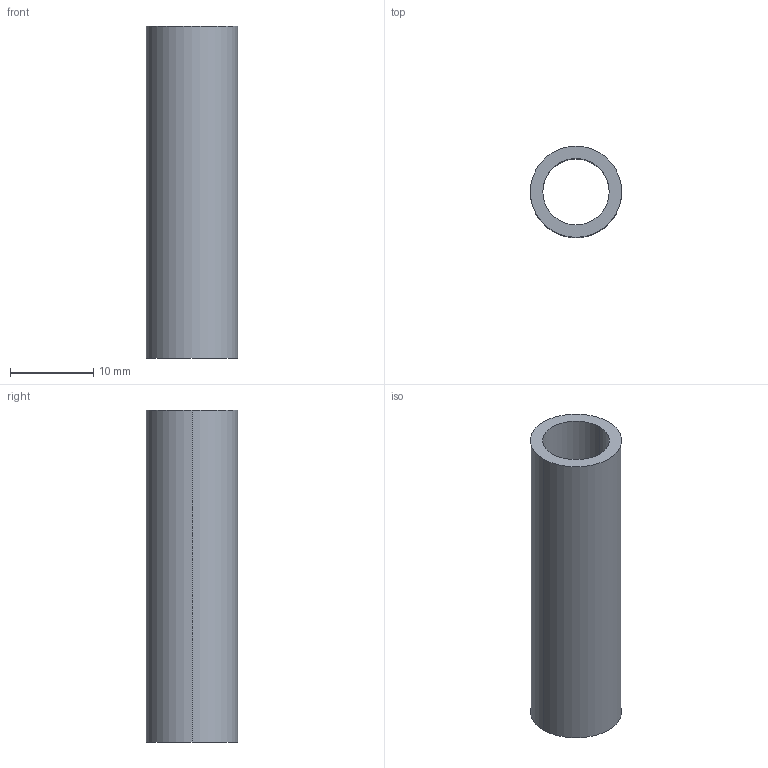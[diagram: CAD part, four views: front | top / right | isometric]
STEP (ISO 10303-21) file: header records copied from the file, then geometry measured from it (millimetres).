
FILE_DESCRIPTION((''),'2;1');
FILE_NAME('TUBE','2025-04-16T12:23:13',('Constantin Schempp'),(''),'CREO PARAMETRIC BY PTC INC, 2024063','CREO PARAMETRIC BY PTC INC, 2024063','');
FILE_SCHEMA(('CONFIG_CONTROL_DESIGN'));
Length unit declared in the file: millimetre
Products named in the file (1): TUBE
Bounding box: 11 x 11 x 40 mm (x, y, z)
Volume: 1790.7 mm3; surface area: 2477.1 mm2
Topology: 1 solids, 1 shells, 6 faces, 19 edges, 18 vertices
Faces by surface type: cylinder 4, plane 2
Entity records: 260 total; most frequent: DIRECTION 45, CARTESIAN_POINT 34, ORIENTED_EDGE 24, AXIS2_PLACEMENT_3D 19, CIRCLE 12, EDGE_CURVE 12, VERTEX_POINT 8, EDGE_LOOP 8
